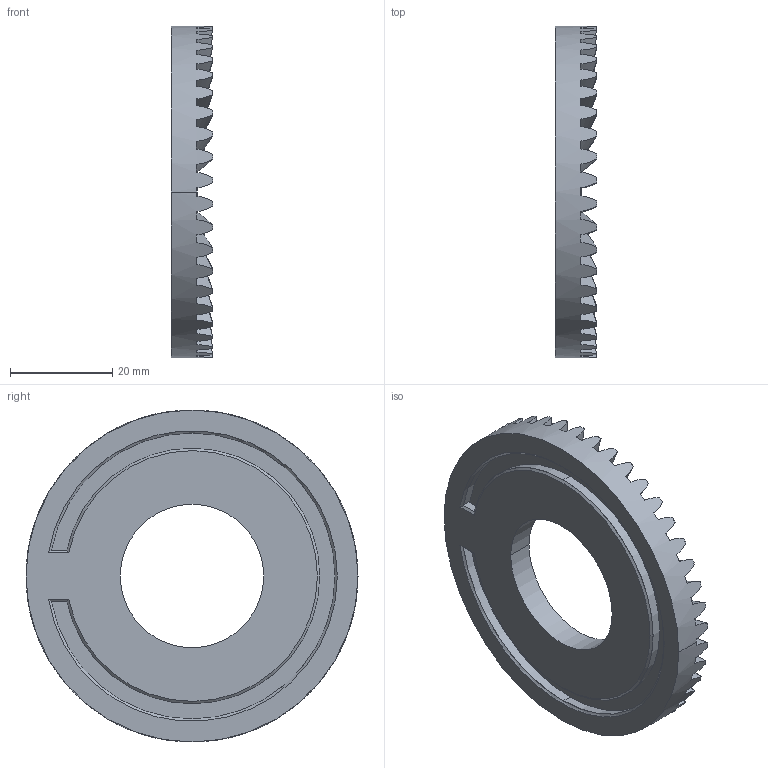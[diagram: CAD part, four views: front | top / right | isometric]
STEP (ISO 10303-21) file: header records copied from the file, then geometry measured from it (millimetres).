
FILE_DESCRIPTION (( 'STEP AP203' ), '1' );
FILE_NAME ('my_gear3_240912.STEP', '2024-12-12T07:56:33', ( '' ), ( '' ), 'SwSTEP 2.0', 'SolidWorks 2022', '' );
FILE_SCHEMA (( 'CONFIG_CONTROL_DESIGN' ));
Length unit declared in the file: millimetre
Products named in the file (1): my_gear3_240912
Bounding box: 8.13 x 65 x 65 mm (x, y, z)
Volume: 12084.5 mm3; surface area: 10462.3 mm2
Topology: 1 solids, 1 shells, 428 faces, 1268 edges, 843 vertices
Faces by surface type: plane 229, cone 95, bspline 88, cylinder 12, torus 4
Entity records: 15936 total; most frequent: CARTESIAN_POINT 6448, ORIENTED_EDGE 2536, DIRECTION 1321, EDGE_CURVE 1268, VERTEX_POINT 843, B_SPLINE_CURVE_WITH_KNOTS 536, AXIS2_PLACEMENT_3D 516, EDGE_LOOP 433
